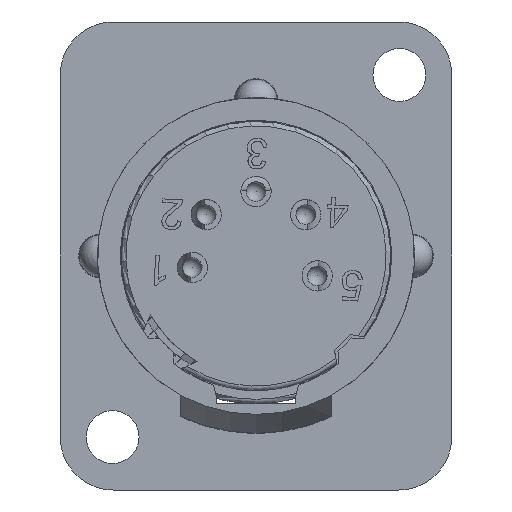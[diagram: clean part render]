
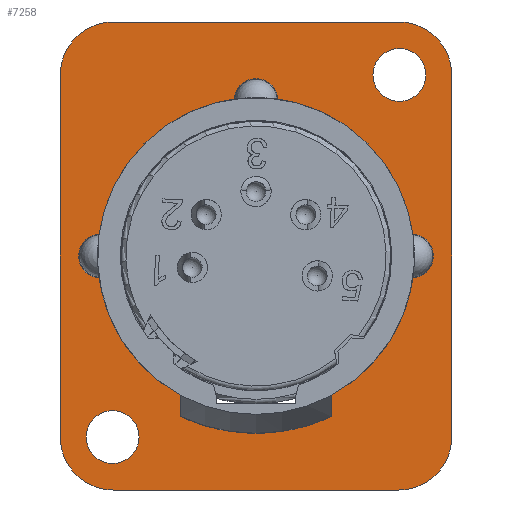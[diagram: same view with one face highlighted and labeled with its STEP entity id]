
A CAD part, left-side view. The second image highlights one B-rep face of the part: STEP entity #7258.
In plain terms, the highlighted planar face has unit normal (-1, 0, 0).
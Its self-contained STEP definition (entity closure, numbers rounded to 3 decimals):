
#95=FACE_BOUND('',#2404,.T.);
#96=FACE_BOUND('',#2405,.T.);
#97=FACE_BOUND('',#2406,.T.);
#258=PLANE('',#7783);
#718=LINE('',#11346,#1312);
#723=LINE('',#11368,#1317);
#728=LINE('',#11388,#1322);
#733=LINE('',#11408,#1327);
#858=LINE('',#12251,#1452);
#860=LINE('',#12267,#1454);
#883=LINE('',#12332,#1477);
#891=LINE('',#12361,#1485);
#893=LINE('',#12364,#1487);
#1312=VECTOR('',#8572,24.02);
#1317=VECTOR('',#8597,18.943);
#1322=VECTOR('',#8620,24.02);
#1327=VECTOR('',#8643,18.943);
#1452=VECTOR('',#9028,1.4);
#1454=VECTOR('',#9044,1.4);
#1477=VECTOR('',#9093,0.056);
#1485=VECTOR('',#9115,0.056);
#1487=VECTOR('',#9119,6.2);
#2024=FACE_OUTER_BOUND('',#2403,.T.);
#2403=EDGE_LOOP('',(#5756,#5757,#5758,#5759,#5760,#5761,#5762,#5763));
#2404=EDGE_LOOP('',(#5764,#5765,#5766,#5767,#5768,#5769,#5770,#5771,#5772,
#5773,#5774,#5775,#5776,#5777));
#2405=EDGE_LOOP('',(#5778));
#2406=EDGE_LOOP('',(#5779));
#2641=CIRCLE('',#7599,3.5);
#2646=CIRCLE('',#7608,3.5);
#2651=CIRCLE('',#7617,3.5);
#2654=CIRCLE('',#7623,1.75);
#2660=CIRCLE('',#7632,1.75);
#2666=CIRCLE('',#7642,1.45);
#2668=CIRCLE('',#7646,1.45);
#2670=CIRCLE('',#7650,1.45);
#2707=CIRCLE('',#7744,11.75);
#2709=CIRCLE('',#7746,11.75);
#2712=CIRCLE('',#7751,10.5);
#2713=CIRCLE('',#7752,10.5);
#2714=CIRCLE('',#7753,10.5);
#2715=CIRCLE('',#7754,10.5);
#2722=CIRCLE('',#7782,3.5);
#3057=VERTEX_POINT('',#11343);
#3058=VERTEX_POINT('',#11345);
#3063=VERTEX_POINT('',#11361);
#3065=VERTEX_POINT('',#11367);
#3069=VERTEX_POINT('',#11381);
#3071=VERTEX_POINT('',#11387);
#3075=VERTEX_POINT('',#11401);
#3077=VERTEX_POINT('',#11407);
#3081=VERTEX_POINT('',#11418);
#3087=VERTEX_POINT('',#11436);
#3093=VERTEX_POINT('',#11477);
#3094=VERTEX_POINT('',#11484);
#3097=VERTEX_POINT('',#11519);
#3098=VERTEX_POINT('',#11526);
#3101=VERTEX_POINT('',#11561);
#3102=VERTEX_POINT('',#11568);
#3245=VERTEX_POINT('',#12225);
#3246=VERTEX_POINT('',#12227);
#3249=VERTEX_POINT('',#12233);
#3250=VERTEX_POINT('',#12235);
#3254=VERTEX_POINT('',#12249);
#3256=VERTEX_POINT('',#12255);
#3275=VERTEX_POINT('',#12330);
#3279=VERTEX_POINT('',#12360);
#3857=EDGE_CURVE('',#3057,#3058,#718,.T.);
#3865=EDGE_CURVE('',#3058,#3063,#2641,.T.);
#3868=EDGE_CURVE('',#3063,#3065,#723,.T.);
#3875=EDGE_CURVE('',#3065,#3069,#2646,.T.);
#3878=EDGE_CURVE('',#3069,#3071,#728,.T.);
#3885=EDGE_CURVE('',#3071,#3075,#2651,.T.);
#3888=EDGE_CURVE('',#3075,#3077,#733,.T.);
#3894=EDGE_CURVE('',#3081,#3081,#2654,.T.);
#3903=EDGE_CURVE('',#3087,#3087,#2660,.T.);
#3913=EDGE_CURVE('',#3094,#3093,#2666,.T.);
#3918=EDGE_CURVE('',#3098,#3097,#2668,.T.);
#3923=EDGE_CURVE('',#3102,#3101,#2670,.T.);
#4113=EDGE_CURVE('',#3245,#3246,#2707,.T.);
#4117=EDGE_CURVE('',#3249,#3250,#2709,.T.);
#4123=EDGE_CURVE('',#3254,#3249,#858,.T.);
#4126=EDGE_CURVE('',#3256,#3093,#2712,.T.);
#4127=EDGE_CURVE('',#3094,#3097,#2713,.T.);
#4128=EDGE_CURVE('',#3098,#3101,#2714,.T.);
#4129=EDGE_CURVE('',#3102,#3254,#2715,.T.);
#4131=EDGE_CURVE('',#3246,#3256,#860,.T.);
#4160=EDGE_CURVE('',#3245,#3275,#883,.T.);
#4170=EDGE_CURVE('',#3250,#3279,#891,.T.);
#4172=EDGE_CURVE('',#3275,#3279,#893,.T.);
#4176=EDGE_CURVE('',#3077,#3057,#2722,.T.);
#5756=ORIENTED_EDGE('',*,*,#4176,.F.);
#5757=ORIENTED_EDGE('',*,*,#3888,.F.);
#5758=ORIENTED_EDGE('',*,*,#3885,.F.);
#5759=ORIENTED_EDGE('',*,*,#3878,.F.);
#5760=ORIENTED_EDGE('',*,*,#3875,.F.);
#5761=ORIENTED_EDGE('',*,*,#3868,.F.);
#5762=ORIENTED_EDGE('',*,*,#3865,.F.);
#5763=ORIENTED_EDGE('',*,*,#3857,.F.);
#5764=ORIENTED_EDGE('',*,*,#4172,.T.);
#5765=ORIENTED_EDGE('',*,*,#4170,.F.);
#5766=ORIENTED_EDGE('',*,*,#4117,.F.);
#5767=ORIENTED_EDGE('',*,*,#4123,.F.);
#5768=ORIENTED_EDGE('',*,*,#4129,.F.);
#5769=ORIENTED_EDGE('',*,*,#3923,.T.);
#5770=ORIENTED_EDGE('',*,*,#4128,.F.);
#5771=ORIENTED_EDGE('',*,*,#3918,.T.);
#5772=ORIENTED_EDGE('',*,*,#4127,.F.);
#5773=ORIENTED_EDGE('',*,*,#3913,.T.);
#5774=ORIENTED_EDGE('',*,*,#4126,.F.);
#5775=ORIENTED_EDGE('',*,*,#4131,.F.);
#5776=ORIENTED_EDGE('',*,*,#4113,.F.);
#5777=ORIENTED_EDGE('',*,*,#4160,.T.);
#5778=ORIENTED_EDGE('',*,*,#3903,.F.);
#5779=ORIENTED_EDGE('',*,*,#3894,.F.);
#7258=ADVANCED_FACE('',(#2024,#95,#96,#97),#258,.F.);
#7599=AXIS2_PLACEMENT_3D('',#11362,#8591,#8592);
#7608=AXIS2_PLACEMENT_3D('',#11382,#8614,#8615);
#7617=AXIS2_PLACEMENT_3D('',#11402,#8637,#8638);
#7623=AXIS2_PLACEMENT_3D('',#11420,#8655,#8656);
#7632=AXIS2_PLACEMENT_3D('',#11438,#8676,#8677);
#7642=AXIS2_PLACEMENT_3D('',#11485,#8698,#8699);
#7646=AXIS2_PLACEMENT_3D('',#11527,#8706,#8707);
#7650=AXIS2_PLACEMENT_3D('',#11569,#8714,#8715);
#7744=AXIS2_PLACEMENT_3D('',#12228,#9013,#9014);
#7746=AXIS2_PLACEMENT_3D('',#12236,#9019,#9020);
#7751=AXIS2_PLACEMENT_3D('',#12257,#9034,#9035);
#7752=AXIS2_PLACEMENT_3D('',#12258,#9036,#9037);
#7753=AXIS2_PLACEMENT_3D('',#12259,#9038,#9039);
#7754=AXIS2_PLACEMENT_3D('',#12260,#9040,#9041);
#7782=AXIS2_PLACEMENT_3D('',#12371,#9131,#9132);
#7783=AXIS2_PLACEMENT_3D('',#12372,#9133,#9134);
#8572=DIRECTION('',(0.,0.,1.));
#8591=DIRECTION('center_axis',(1.,0.,0.));
#8592=DIRECTION('ref_axis',(0.,1.,0.));
#8597=DIRECTION('',(0.,-1.,0.));
#8614=DIRECTION('center_axis',(1.,0.,0.));
#8615=DIRECTION('ref_axis',(0.,0.,1.));
#8620=DIRECTION('',(0.,0.,-1.));
#8637=DIRECTION('center_axis',(1.,0.,0.));
#8638=DIRECTION('ref_axis',(0.,-1.,0.));
#8643=DIRECTION('',(0.,1.,0.));
#8655=DIRECTION('center_axis',(-1.,0.,0.));
#8656=DIRECTION('ref_axis',(0.,0.,1.));
#8676=DIRECTION('center_axis',(-1.,0.,0.));
#8677=DIRECTION('ref_axis',(0.,0.,-1.));
#8698=DIRECTION('center_axis',(1.,0.,0.));
#8699=DIRECTION('ref_axis',(0.,-0.069,0.998));
#8706=DIRECTION('center_axis',(1.,0.,0.));
#8707=DIRECTION('ref_axis',(0.,0.998,0.069));
#8714=DIRECTION('center_axis',(1.,0.,0.));
#8715=DIRECTION('ref_axis',(0.,0.069,-0.998));
#9013=DIRECTION('center_axis',(-1.,0.,0.));
#9014=DIRECTION('ref_axis',(0.,-0.264,-0.965));
#9019=DIRECTION('center_axis',(-1.,0.,0.));
#9020=DIRECTION('ref_axis',(0.,0.426,-0.905));
#9028=DIRECTION('',(0.,0.,-1.));
#9034=DIRECTION('center_axis',(-1.,0.,0.));
#9035=DIRECTION('ref_axis',(0.,-0.476,-0.879));
#9036=DIRECTION('center_axis',(-1.,0.,0.));
#9037=DIRECTION('ref_axis',(0.,-0.99,0.138));
#9038=DIRECTION('center_axis',(-1.,0.,0.));
#9039=DIRECTION('ref_axis',(0.,0.138,0.99));
#9040=DIRECTION('center_axis',(-1.,0.,0.));
#9041=DIRECTION('ref_axis',(0.,0.99,-0.138));
#9044=DIRECTION('',(0.,0.,1.));
#9093=DIRECTION('',(0.,0.,-1.));
#9115=DIRECTION('',(0.,0.,-1.));
#9119=DIRECTION('',(0.,1.,0.));
#9131=DIRECTION('center_axis',(1.,0.,0.));
#9132=DIRECTION('ref_axis',(0.,0.,-1.));
#9133=DIRECTION('center_axis',(1.,0.,0.));
#9134=DIRECTION('ref_axis',(0.,-1.,0.));
#11343=CARTESIAN_POINT('',(0.,12.971,-12.01));
#11345=CARTESIAN_POINT('',(0.,12.971,12.01));
#11346=CARTESIAN_POINT('',(0.,12.971,-12.01));
#11361=CARTESIAN_POINT('',(0.,9.471,15.51));
#11362=CARTESIAN_POINT('Origin',(0.,9.471,12.01));
#11367=CARTESIAN_POINT('',(0.,-9.471,15.51));
#11368=CARTESIAN_POINT('',(0.,9.471,15.51));
#11381=CARTESIAN_POINT('',(0.,-12.971,12.01));
#11382=CARTESIAN_POINT('Origin',(0.,-9.471,12.01));
#11387=CARTESIAN_POINT('',(0.,-12.971,-12.01));
#11388=CARTESIAN_POINT('',(0.,-12.971,12.01));
#11401=CARTESIAN_POINT('',(0.,-9.471,-15.51));
#11402=CARTESIAN_POINT('Origin',(0.,-9.471,-12.01));
#11407=CARTESIAN_POINT('',(0.,9.471,-15.51));
#11408=CARTESIAN_POINT('',(0.,-9.471,-15.51));
#11418=CARTESIAN_POINT('',(0.,-9.5,10.25));
#11420=CARTESIAN_POINT('Origin',(0.,-9.5,12.));
#11436=CARTESIAN_POINT('',(0.,9.5,-10.25));
#11438=CARTESIAN_POINT('Origin',(0.,9.5,-12.));
#11477=CARTESIAN_POINT('',(0.,-10.4,-1.447));
#11484=CARTESIAN_POINT('',(0.,-10.4,1.447));
#11485=CARTESIAN_POINT('Origin',(0.,-10.3,0.));
#11519=CARTESIAN_POINT('',(0.,-1.447,10.4));
#11526=CARTESIAN_POINT('',(0.,1.447,10.4));
#11527=CARTESIAN_POINT('Origin',(0.,0.,10.3));
#11561=CARTESIAN_POINT('',(0.,10.4,1.447));
#11568=CARTESIAN_POINT('',(0.,10.4,-1.447));
#11569=CARTESIAN_POINT('Origin',(0.,10.3,0.));
#12225=CARTESIAN_POINT('',(0.,-3.1,-11.334));
#12227=CARTESIAN_POINT('',(0.,-5.,-10.633));
#12228=CARTESIAN_POINT('Origin',(0.,0.,0.));
#12233=CARTESIAN_POINT('',(0.,5.,-10.633));
#12235=CARTESIAN_POINT('',(0.,3.1,-11.334));
#12236=CARTESIAN_POINT('Origin',(0.,0.,0.));
#12249=CARTESIAN_POINT('',(0.,5.,-9.233));
#12251=CARTESIAN_POINT('',(0.,5.,-9.233));
#12255=CARTESIAN_POINT('',(0.,-5.,-9.233));
#12257=CARTESIAN_POINT('Origin',(0.,0.,0.));
#12258=CARTESIAN_POINT('Origin',(0.,0.,0.));
#12259=CARTESIAN_POINT('Origin',(0.,0.,0.));
#12260=CARTESIAN_POINT('Origin',(0.,0.,0.));
#12267=CARTESIAN_POINT('',(0.,-5.,-10.633));
#12330=CARTESIAN_POINT('',(0.,-3.1,-11.39));
#12332=CARTESIAN_POINT('',(0.,-3.1,-11.334));
#12360=CARTESIAN_POINT('',(0.,3.1,-11.39));
#12361=CARTESIAN_POINT('',(0.,3.1,-11.334));
#12364=CARTESIAN_POINT('',(0.,-3.1,-11.39));
#12371=CARTESIAN_POINT('Origin',(0.,9.471,-12.01));
#12372=CARTESIAN_POINT('Origin',(0.,0.,0.));
